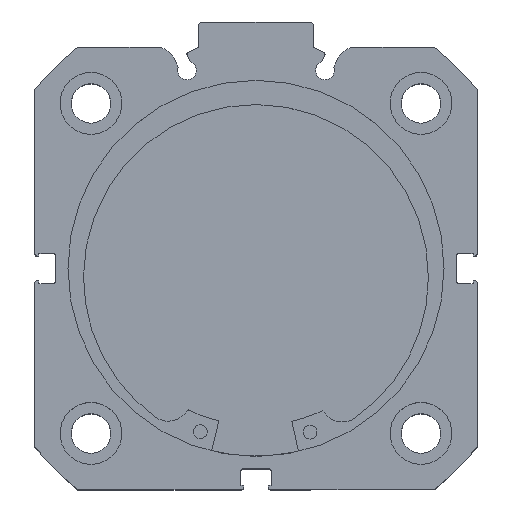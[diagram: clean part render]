
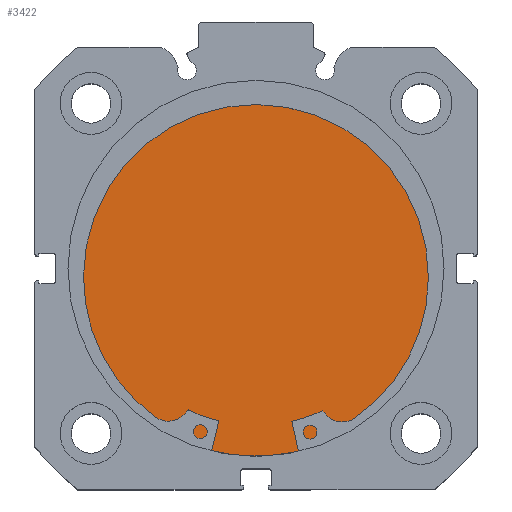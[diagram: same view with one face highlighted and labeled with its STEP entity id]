
A CAD part, top view. The second image highlights one B-rep face of the part: STEP entity #3422.
In plain terms, the highlighted face is planar.
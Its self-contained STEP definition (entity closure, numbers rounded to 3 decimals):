
#167 = EDGE_LOOP ( 'NONE', ( #495, #374 ) ) ;
#374 = ORIENTED_EDGE ( 'NONE', *, *, #6849, .F. ) ;
#495 = ORIENTED_EDGE ( 'NONE', *, *, #1237, .F. ) ;
#679 = CIRCLE ( 'NONE', #4957, 41. ) ;
#1237 = EDGE_CURVE ( 'NONE', #4194, #4145, #679, .T. ) ;
#2250 = CARTESIAN_POINT ( 'NONE',  ( 12., 41., 0. ) ) ;
#2251 = PLANE ( 'NONE',  #5254 ) ;
#2253 = DIRECTION ( 'NONE',  ( -1., 0., 0. ) ) ;
#2254 = DIRECTION ( 'NONE',  ( 0., 0., 1. ) ) ;
#2607 = CARTESIAN_POINT ( 'NONE',  ( 12., 0., -41. ) ) ;
#2613 = CARTESIAN_POINT ( 'NONE',  ( 12., 0., 41. ) ) ;
#3422 = ADVANCED_FACE ( 'NONE', ( #5956 ), #2251, .F. ) ;
#3892 = CARTESIAN_POINT ( 'NONE',  ( 12., 0., 0. ) ) ;
#3894 = DIRECTION ( 'NONE',  ( -1., 0., 0. ) ) ;
#3898 = DIRECTION ( 'NONE',  ( 0., 0., 1. ) ) ;
#4145 = VERTEX_POINT ( 'NONE', #2607 ) ;
#4194 = VERTEX_POINT ( 'NONE', #2613 ) ;
#4957 = AXIS2_PLACEMENT_3D ( 'NONE', #3892, #3894, #3898 ) ;
#5254 = AXIS2_PLACEMENT_3D ( 'NONE', #2250, #2253, #2254 ) ;
#5352 = AXIS2_PLACEMENT_3D ( 'NONE', #6415, #6416, #6417 ) ;
#5956 = FACE_OUTER_BOUND ( 'NONE', #167, .T. ) ;
#6201 = CIRCLE ( 'NONE', #5352, 41. ) ;
#6415 = CARTESIAN_POINT ( 'NONE',  ( 12., 0., 0. ) ) ;
#6416 = DIRECTION ( 'NONE',  ( -1., 0., 0. ) ) ;
#6417 = DIRECTION ( 'NONE',  ( 0., 0., 1. ) ) ;
#6849 = EDGE_CURVE ( 'NONE', #4145, #4194, #6201, .T. ) ;
